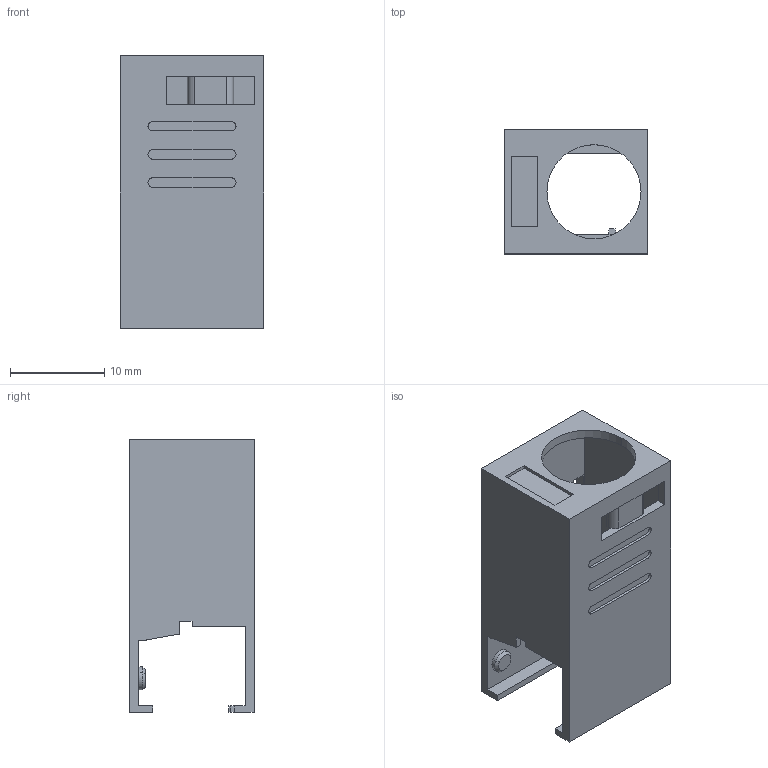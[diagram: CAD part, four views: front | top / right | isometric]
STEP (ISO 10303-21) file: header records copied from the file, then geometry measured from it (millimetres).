
FILE_DESCRIPTION(('CATIA V5 STEP Exchange','CAx-IF Rec.Pracs.--- Model Styling and Organization---1.2---2011-12-15'),'2;1');
FILE_NAME ('D1446394_0_1005290000_1005290000.stp','2018-09-18T16:11:26+00:00',('none'),('Weidmueller'),'CATIA Version 5-6 Release 2014','CATIA V5 STEP AP214','none');
FILE_SCHEMA(('AUTOMOTIVE_DESIGN { 1 0 10303 214 1 1 1 1 }'));
Length unit declared in the file: millimetre
Products named in the file (1): 1005290000
Bounding box: 15.24 x 13.2 x 29 mm (x, y, z)
Volume: 1233.5 mm3; surface area: 3120.7 mm2
Topology: 1 solids, 1 shells, 127 faces, 348 edges, 230 vertices
Faces by surface type: plane 103, cylinder 20, cone 4
Entity records: 3791 total; most frequent: ORIENTED_EDGE 696, CARTESIAN_POINT 669, DIRECTION 528, EDGE_CURVE 348, VECTOR 292, LINE 292, VERTEX_POINT 230, AXIS2_PLACEMENT_3D 147
